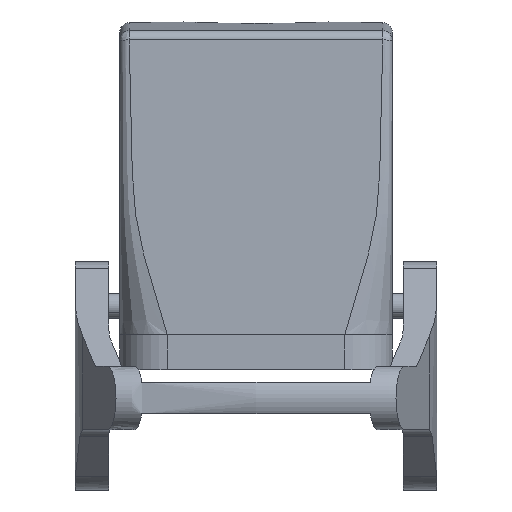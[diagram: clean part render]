
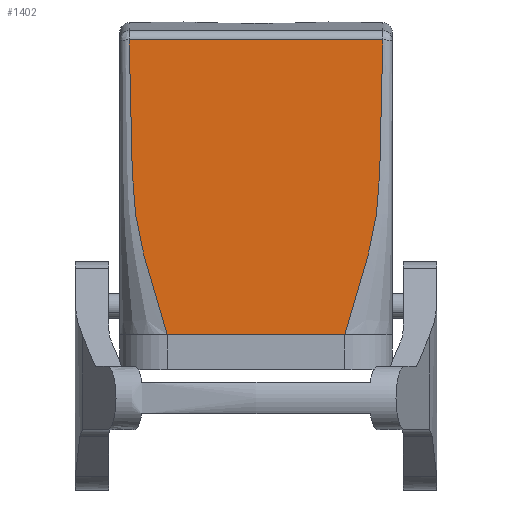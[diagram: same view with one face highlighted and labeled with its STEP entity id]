
A CAD part, front view. The second image highlights one B-rep face of the part: STEP entity #1402.
In plain terms, the highlighted planar face has unit normal (0, -1, 0.013).
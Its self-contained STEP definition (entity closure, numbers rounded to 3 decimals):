
#1327=AXIS2_PLACEMENT_3D('Plane Axis2P3D',#1324,#1325,#1326) ;
#890=CARTESIAN_POINT('Vertex',(14.5,18.5,24.5)) ;
#968=CARTESIAN_POINT('Vertex',(42.5,18.5,24.5)) ;
#971=CARTESIAN_POINT('Line Origine',(28.5,18.5,24.5)) ;
#1324=CARTESIAN_POINT('Axis2P3D Location',(28.5,19.546,104.415)) ;
#1330=CARTESIAN_POINT('Control Point',(8.51,19.108,70.966)) ;
#1331=CARTESIAN_POINT('Control Point',(8.521,19.092,69.742)) ;
#1332=CARTESIAN_POINT('Control Point',(8.534,19.076,68.535)) ;
#1333=CARTESIAN_POINT('Control Point',(8.55,19.061,67.337)) ;
#1334=CARTESIAN_POINT('Control Point',(8.595,19.023,64.448)) ;
#1335=CARTESIAN_POINT('Control Point',(8.655,18.985,61.558)) ;
#1336=CARTESIAN_POINT('Control Point',(8.694,18.964,59.91)) ;
#1337=CARTESIAN_POINT('Control Point',(8.755,18.931,57.44)) ;
#1338=CARTESIAN_POINT('Control Point',(8.825,18.899,54.971)) ;
#1339=CARTESIAN_POINT('Control Point',(8.849,18.888,54.15)) ;
#1340=CARTESIAN_POINT('Control Point',(8.887,18.872,52.919)) ;
#1341=CARTESIAN_POINT('Control Point',(8.929,18.856,51.688)) ;
#1342=CARTESIAN_POINT('Control Point',(8.944,18.851,51.277)) ;
#1343=CARTESIAN_POINT('Control Point',(8.974,18.84,50.456)) ;
#1344=CARTESIAN_POINT('Control Point',(9.007,18.829,49.635)) ;
#1345=CARTESIAN_POINT('Control Point',(9.023,18.824,49.225)) ;
#1346=CARTESIAN_POINT('Control Point',(9.123,18.795,47.024)) ;
#1347=CARTESIAN_POINT('Control Point',(9.286,18.766,44.825)) ;
#1348=CARTESIAN_POINT('Control Point',(9.514,18.743,43.042)) ;
#1349=CARTESIAN_POINT('Control Point',(10.302,18.686,38.678)) ;
#1350=CARTESIAN_POINT('Control Point',(11.521,18.629,34.376)) ;
#1351=CARTESIAN_POINT('Control Point',(12.337,18.596,31.831)) ;
#1352=CARTESIAN_POINT('Control Point',(13.256,18.557,28.843)) ;
#1353=CARTESIAN_POINT('Control Point',(14.12,18.518,25.845)) ;
#1354=CARTESIAN_POINT('Control Point',(14.248,18.512,25.397)) ;
#1355=CARTESIAN_POINT('Control Point',(14.374,18.506,24.949)) ;
#1356=CARTESIAN_POINT('Control Point',(14.5,18.5,24.5)) ;
#1357=CARTESIAN_POINT('Vertex',(8.51,19.108,70.966)) ;
#1361=CARTESIAN_POINT('Control Point',(48.49,19.108,70.966)) ;
#1362=CARTESIAN_POINT('Control Point',(48.479,19.092,69.742)) ;
#1363=CARTESIAN_POINT('Control Point',(48.466,19.076,68.535)) ;
#1364=CARTESIAN_POINT('Control Point',(48.45,19.061,67.337)) ;
#1365=CARTESIAN_POINT('Control Point',(48.405,19.023,64.448)) ;
#1366=CARTESIAN_POINT('Control Point',(48.345,18.985,61.558)) ;
#1367=CARTESIAN_POINT('Control Point',(48.306,18.964,59.91)) ;
#1368=CARTESIAN_POINT('Control Point',(48.245,18.931,57.44)) ;
#1369=CARTESIAN_POINT('Control Point',(48.175,18.899,54.971)) ;
#1370=CARTESIAN_POINT('Control Point',(48.151,18.888,54.15)) ;
#1371=CARTESIAN_POINT('Control Point',(48.113,18.872,52.919)) ;
#1372=CARTESIAN_POINT('Control Point',(48.071,18.856,51.688)) ;
#1373=CARTESIAN_POINT('Control Point',(48.056,18.851,51.277)) ;
#1374=CARTESIAN_POINT('Control Point',(48.026,18.84,50.456)) ;
#1375=CARTESIAN_POINT('Control Point',(47.993,18.829,49.635)) ;
#1376=CARTESIAN_POINT('Control Point',(47.977,18.824,49.225)) ;
#1377=CARTESIAN_POINT('Control Point',(47.877,18.795,47.024)) ;
#1378=CARTESIAN_POINT('Control Point',(47.714,18.766,44.825)) ;
#1379=CARTESIAN_POINT('Control Point',(47.486,18.743,43.042)) ;
#1380=CARTESIAN_POINT('Control Point',(46.698,18.686,38.678)) ;
#1381=CARTESIAN_POINT('Control Point',(45.479,18.629,34.376)) ;
#1382=CARTESIAN_POINT('Control Point',(44.663,18.596,31.831)) ;
#1383=CARTESIAN_POINT('Control Point',(43.744,18.557,28.843)) ;
#1384=CARTESIAN_POINT('Control Point',(42.88,18.518,25.845)) ;
#1385=CARTESIAN_POINT('Control Point',(42.752,18.512,25.397)) ;
#1386=CARTESIAN_POINT('Control Point',(42.626,18.506,24.949)) ;
#1387=CARTESIAN_POINT('Control Point',(42.5,18.5,24.5)) ;
#1388=CARTESIAN_POINT('Vertex',(48.49,19.108,70.966)) ;
#1391=CARTESIAN_POINT('Line Origine',(28.5,19.108,70.966)) ;
#972=DIRECTION('Vector Direction',(-1.,0.,0.)) ;
#1325=DIRECTION('Axis2P3D Direction',(0.,-1.,0.013)) ;
#1326=DIRECTION('Axis2P3D XDirection',(-1.,0.,0.)) ;
#1392=DIRECTION('Vector Direction',(1.,0.,0.)) ;
#973=VECTOR('Line Direction',#972,1.) ;
#1393=VECTOR('Line Direction',#1392,1.) ;
#1397=ORIENTED_EDGE('',*,*,#1359,.F.) ;
#1398=ORIENTED_EDGE('',*,*,#975,.T.) ;
#1399=ORIENTED_EDGE('',*,*,#1390,.T.) ;
#1400=ORIENTED_EDGE('',*,*,#1395,.F.) ;
#1402=ADVANCED_FACE('Hauptk\X2\00F6\X0\rper',(#1401),#1328,.T.) ;
#1329=B_SPLINE_CURVE_WITH_KNOTS('',5,(#1330,#1331,#1332,#1333,#1334,#1335,#1336,#1337,#1338,#1339,#1340,#1341,#1342,#1343,#1344,#1345,#1346,#1347,#1348,#1349,#1350,#1351,#1352,#1353,#1354,#1355,#1356),.UNSPECIFIED.,.F.,.U.,(6,3,3,3,3,3,3,3,6),(23.321,34.073,48.351,55.464,59.02,62.576,78.098,100.768,104.776),.UNSPECIFIED.) ;
#1360=B_SPLINE_CURVE_WITH_KNOTS('',5,(#1361,#1362,#1363,#1364,#1365,#1366,#1367,#1368,#1369,#1370,#1371,#1372,#1373,#1374,#1375,#1376,#1377,#1378,#1379,#1380,#1381,#1382,#1383,#1384,#1385,#1386,#1387),.UNSPECIFIED.,.F.,.U.,(6,3,3,3,3,3,3,3,6),(23.321,34.073,48.351,55.464,59.02,62.576,78.098,100.768,104.776),.UNSPECIFIED.) ;
#975=EDGE_CURVE('',#891,#969,#974,.F.) ;
#1359=EDGE_CURVE('',#891,#1358,#1329,.F.) ;
#1390=EDGE_CURVE('',#969,#1389,#1360,.F.) ;
#1395=EDGE_CURVE('',#1358,#1389,#1394,.T.) ;
#1396=EDGE_LOOP('',(#1397,#1398,#1399,#1400)) ;
#1401=FACE_OUTER_BOUND('',#1396,.T.) ;
#974=LINE('Line',#971,#973) ;
#1394=LINE('Line',#1391,#1393) ;
#1328=PLANE('',#1327) ;
#891=VERTEX_POINT('',#890) ;
#969=VERTEX_POINT('',#968) ;
#1358=VERTEX_POINT('',#1357) ;
#1389=VERTEX_POINT('',#1388) ;
